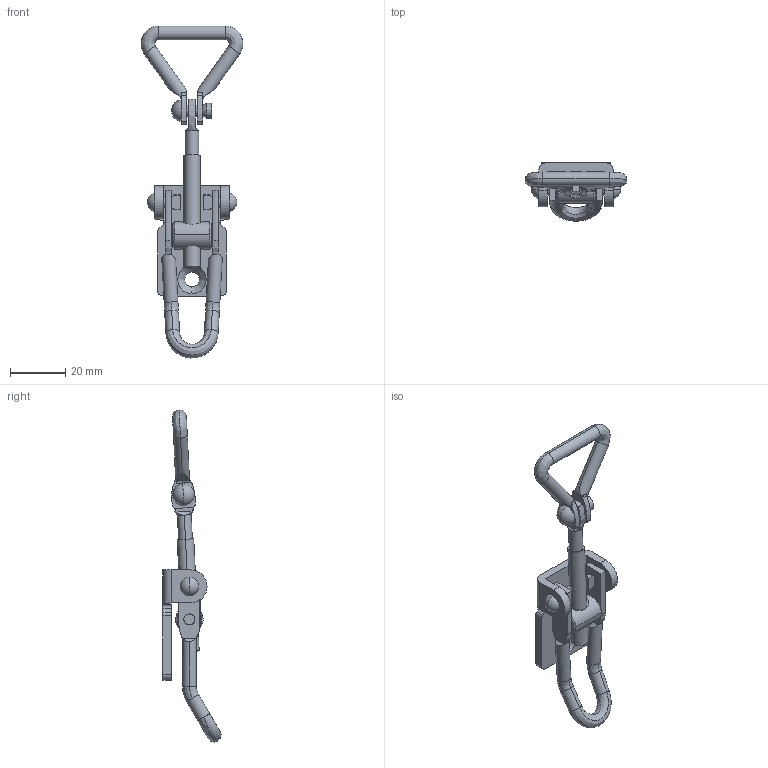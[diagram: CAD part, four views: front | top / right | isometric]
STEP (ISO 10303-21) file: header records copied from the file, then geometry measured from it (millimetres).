
FILE_DESCRIPTION( (''), '2;1');
FILE_NAME ('PC007.123552.TL_450SUS_H_22326.stp','2025-06-30T15:07:54',(''),(''),'spGate 19.8.4 (****-****-****-****)','','');
FILE_SCHEMA (('AUTOMOTIVE_DESIGN'));
Length unit declared in the file: millimetre
Products named in the file (6): Assembly; アーム; ソケット; ベース; ボルト; レバー
Assembly tree (5 placements, depth 2):
  Assembly
    アーム
    ソケット
    ベース
    ボルト
    レバー
Bounding box: 36.98 x 21.1 x 120.52 mm (x, y, z)
Volume: 10672.6 mm3; surface area: 9343.5 mm2
Topology: 5 solids, 5 shells, 198 faces, 482 edges, 299 vertices
Faces by surface type: cylinder 82, plane 64, bspline 42, sphere 10
Entity records: 10934 total; most frequent: CARTESIAN_POINT 2685, ORIENTED_EDGE 952, DIRECTION 830, COLOUR_RGB 679, PRESENTATION_STYLE_ASSIGNMENT 679, STYLED_ITEM 679, EDGE_CURVE 476, DRAUGHTING_PRE_DEFINED_CURVE_FONT 476
